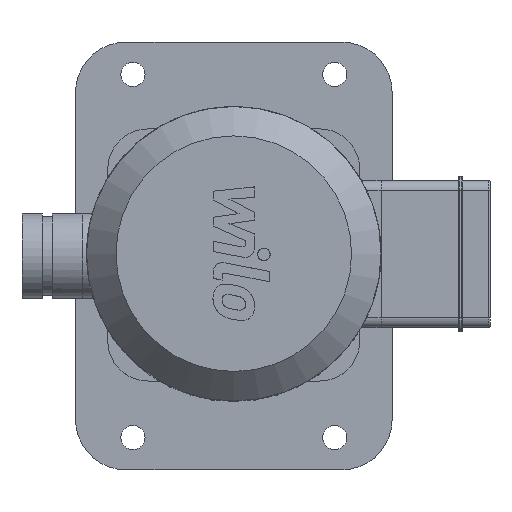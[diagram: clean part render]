
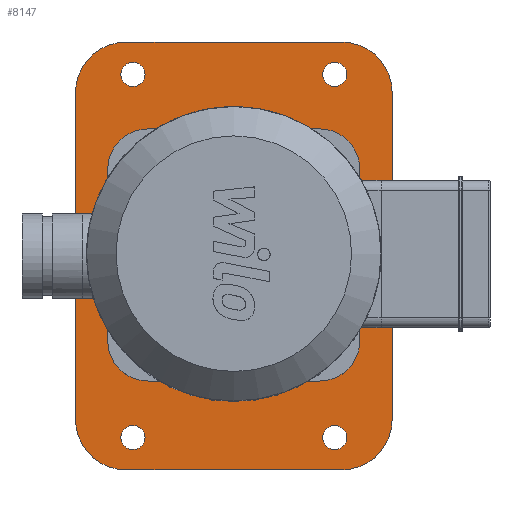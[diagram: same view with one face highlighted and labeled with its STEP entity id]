
A CAD part, top view. The second image highlights one B-rep face of the part: STEP entity #8147.
In plain terms, the highlighted planar face has unit normal (0, 0, 1).
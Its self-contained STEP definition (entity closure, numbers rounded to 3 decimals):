
#691=LINE('',#13956,#1388);
#697=LINE('',#13971,#1394);
#701=LINE('',#13987,#1398);
#708=LINE('',#14001,#1405);
#709=LINE('',#14005,#1406);
#710=LINE('',#14009,#1407);
#711=LINE('',#14019,#1408);
#712=LINE('',#14020,#1409);
#1388=VECTOR('',#11085,90.);
#1394=VECTOR('',#11101,90.);
#1398=VECTOR('',#11117,107.);
#1405=VECTOR('',#11126,162.);
#1406=VECTOR('',#11129,107.);
#1407=VECTOR('',#11132,162.);
#1408=VECTOR('',#11143,90.);
#1409=VECTOR('',#11144,90.);
#1798=PLANE('',#8973);
#1891=FACE_BOUND('',#2830,.T.);
#1892=FACE_BOUND('',#2831,.T.);
#1893=FACE_BOUND('',#2832,.T.);
#1894=FACE_BOUND('',#2833,.T.);
#1895=FACE_BOUND('',#2834,.T.);
#2323=FACE_OUTER_BOUND('',#2829,.T.);
#2829=EDGE_LOOP('',(#7280,#7281,#7282,#7283,#7284,#7285,#7286,#7287));
#2830=EDGE_LOOP('',(#7288));
#2831=EDGE_LOOP('',(#7289));
#2832=EDGE_LOOP('',(#7290));
#2833=EDGE_LOOP('',(#7291));
#2834=EDGE_LOOP('',(#7292,#7293,#7294,#7295,#7296,#7297,#7298,#7299));
#3327=CIRCLE('',#8956,10.);
#3331=CIRCLE('',#8963,10.);
#3332=CIRCLE('',#8965,10.);
#3333=CIRCLE('',#8968,10.);
#3335=CIRCLE('',#8971,25.);
#3336=CIRCLE('',#8974,25.);
#3337=CIRCLE('',#8975,25.);
#3338=CIRCLE('',#8976,25.);
#3339=CIRCLE('',#8977,6.);
#3340=CIRCLE('',#8978,6.);
#3341=CIRCLE('',#8979,6.);
#3342=CIRCLE('',#8980,6.);
#4013=VERTEX_POINT('',#13935);
#4014=VERTEX_POINT('',#13937);
#4021=VERTEX_POINT('',#13955);
#4022=VERTEX_POINT('',#13959);
#4023=VERTEX_POINT('',#13963);
#4024=VERTEX_POINT('',#13965);
#4025=VERTEX_POINT('',#13969);
#4026=VERTEX_POINT('',#13973);
#4029=VERTEX_POINT('',#13980);
#4030=VERTEX_POINT('',#13982);
#4031=VERTEX_POINT('',#13986);
#4037=VERTEX_POINT('',#14000);
#4038=VERTEX_POINT('',#14002);
#4039=VERTEX_POINT('',#14004);
#4040=VERTEX_POINT('',#14006);
#4041=VERTEX_POINT('',#14008);
#4042=VERTEX_POINT('',#14011);
#4043=VERTEX_POINT('',#14013);
#4044=VERTEX_POINT('',#14015);
#4045=VERTEX_POINT('',#14017);
#5122=EDGE_CURVE('',#4013,#4014,#3327,.F.);
#5131=EDGE_CURVE('',#4021,#4014,#691,.T.);
#5133=EDGE_CURVE('',#4021,#4022,#3331,.F.);
#5136=EDGE_CURVE('',#4023,#4024,#3332,.F.);
#5139=EDGE_CURVE('',#4023,#4025,#697,.T.);
#5141=EDGE_CURVE('',#4026,#4025,#3333,.F.);
#5144=EDGE_CURVE('',#4029,#4030,#3335,.T.);
#5146=EDGE_CURVE('',#4031,#4030,#701,.T.);
#5153=EDGE_CURVE('',#4029,#4037,#708,.T.);
#5154=EDGE_CURVE('',#4038,#4037,#3336,.T.);
#5155=EDGE_CURVE('',#4038,#4039,#709,.T.);
#5156=EDGE_CURVE('',#4040,#4039,#3337,.T.);
#5157=EDGE_CURVE('',#4040,#4041,#710,.T.);
#5158=EDGE_CURVE('',#4031,#4041,#3338,.T.);
#5159=EDGE_CURVE('',#4042,#4042,#3339,.T.);
#5160=EDGE_CURVE('',#4043,#4043,#3340,.T.);
#5161=EDGE_CURVE('',#4044,#4044,#3341,.T.);
#5162=EDGE_CURVE('',#4045,#4045,#3342,.T.);
#5163=EDGE_CURVE('',#4013,#4024,#711,.T.);
#5164=EDGE_CURVE('',#4026,#4022,#712,.T.);
#7280=ORIENTED_EDGE('',*,*,#5144,.F.);
#7281=ORIENTED_EDGE('',*,*,#5153,.T.);
#7282=ORIENTED_EDGE('',*,*,#5154,.F.);
#7283=ORIENTED_EDGE('',*,*,#5155,.T.);
#7284=ORIENTED_EDGE('',*,*,#5156,.F.);
#7285=ORIENTED_EDGE('',*,*,#5157,.T.);
#7286=ORIENTED_EDGE('',*,*,#5158,.F.);
#7287=ORIENTED_EDGE('',*,*,#5146,.T.);
#7288=ORIENTED_EDGE('',*,*,#5159,.T.);
#7289=ORIENTED_EDGE('',*,*,#5160,.T.);
#7290=ORIENTED_EDGE('',*,*,#5161,.T.);
#7291=ORIENTED_EDGE('',*,*,#5162,.T.);
#7292=ORIENTED_EDGE('',*,*,#5131,.T.);
#7293=ORIENTED_EDGE('',*,*,#5122,.F.);
#7294=ORIENTED_EDGE('',*,*,#5163,.T.);
#7295=ORIENTED_EDGE('',*,*,#5136,.F.);
#7296=ORIENTED_EDGE('',*,*,#5139,.T.);
#7297=ORIENTED_EDGE('',*,*,#5141,.F.);
#7298=ORIENTED_EDGE('',*,*,#5164,.T.);
#7299=ORIENTED_EDGE('',*,*,#5133,.F.);
#8147=ADVANCED_FACE('',(#2323,#1891,#1892,#1893,#1894,#1895),#1798,.F.);
#8956=AXIS2_PLACEMENT_3D('',#13938,#11068,#11069);
#8963=AXIS2_PLACEMENT_3D('',#13960,#11089,#11090);
#8965=AXIS2_PLACEMENT_3D('',#13966,#11095,#11096);
#8968=AXIS2_PLACEMENT_3D('',#13975,#11105,#11106);
#8971=AXIS2_PLACEMENT_3D('',#13983,#11112,#11113);
#8973=AXIS2_PLACEMENT_3D('',#13999,#11124,#11125);
#8974=AXIS2_PLACEMENT_3D('',#14003,#11127,#11128);
#8975=AXIS2_PLACEMENT_3D('',#14007,#11130,#11131);
#8976=AXIS2_PLACEMENT_3D('',#14010,#11133,#11134);
#8977=AXIS2_PLACEMENT_3D('',#14012,#11135,#11136);
#8978=AXIS2_PLACEMENT_3D('',#14014,#11137,#11138);
#8979=AXIS2_PLACEMENT_3D('',#14016,#11139,#11140);
#8980=AXIS2_PLACEMENT_3D('',#14018,#11141,#11142);
#11068=DIRECTION('center_axis',(0.,0.,-1.));
#11069=DIRECTION('ref_axis',(-0.707,-0.707,0.));
#11085=DIRECTION('',(-1.,0.,0.));
#11089=DIRECTION('center_axis',(0.,0.,-1.));
#11090=DIRECTION('ref_axis',(0.707,-0.707,0.));
#11095=DIRECTION('center_axis',(0.,0.,-1.));
#11096=DIRECTION('ref_axis',(-0.707,0.707,0.));
#11101=DIRECTION('',(1.,0.,0.));
#11105=DIRECTION('center_axis',(0.,0.,-1.));
#11106=DIRECTION('ref_axis',(0.707,0.707,0.));
#11112=DIRECTION('center_axis',(0.,0.,-1.));
#11113=DIRECTION('ref_axis',(-0.707,0.707,0.));
#11117=DIRECTION('',(-1.,0.,0.));
#11124=DIRECTION('center_axis',(0.,0.,-1.));
#11125=DIRECTION('ref_axis',(0.,1.,0.));
#11126=DIRECTION('',(0.,-1.,0.));
#11127=DIRECTION('center_axis',(0.,0.,-1.));
#11128=DIRECTION('ref_axis',(-0.707,-0.707,0.));
#11129=DIRECTION('',(1.,0.,0.));
#11130=DIRECTION('center_axis',(0.,0.,-1.));
#11131=DIRECTION('ref_axis',(0.707,-0.707,0.));
#11132=DIRECTION('',(0.,1.,0.));
#11133=DIRECTION('center_axis',(0.,0.,-1.));
#11134=DIRECTION('ref_axis',(0.707,0.707,0.));
#11135=DIRECTION('center_axis',(0.,0.,-1.));
#11136=DIRECTION('ref_axis',(0.,-1.,0.));
#11137=DIRECTION('center_axis',(0.,0.,-1.));
#11138=DIRECTION('ref_axis',(0.,-1.,0.));
#11139=DIRECTION('center_axis',(0.,0.,-1.));
#11140=DIRECTION('ref_axis',(0.,-1.,0.));
#11141=DIRECTION('center_axis',(0.,0.,-1.));
#11142=DIRECTION('ref_axis',(0.,-1.,0.));
#11143=DIRECTION('',(0.,1.,0.));
#11144=DIRECTION('',(0.,-1.,0.));
#13935=CARTESIAN_POINT('',(-55.,-45.,13.75));
#13937=CARTESIAN_POINT('',(-45.,-55.,13.75));
#13938=CARTESIAN_POINT('Origin',(-45.,-45.,13.75));
#13955=CARTESIAN_POINT('',(45.,-55.,13.75));
#13956=CARTESIAN_POINT('',(27.5,-55.,13.75));
#13959=CARTESIAN_POINT('',(55.,-45.,13.75));
#13960=CARTESIAN_POINT('Origin',(45.,-45.,13.75));
#13963=CARTESIAN_POINT('',(-45.,55.,13.75));
#13965=CARTESIAN_POINT('',(-55.,45.,13.75));
#13966=CARTESIAN_POINT('Origin',(-45.,45.,13.75));
#13969=CARTESIAN_POINT('',(45.,55.,13.75));
#13971=CARTESIAN_POINT('',(-27.5,55.,13.75));
#13973=CARTESIAN_POINT('',(55.,45.,13.75));
#13975=CARTESIAN_POINT('Origin',(45.,45.,13.75));
#13980=CARTESIAN_POINT('',(-78.5,81.,13.75));
#13982=CARTESIAN_POINT('',(-53.5,106.,13.75));
#13983=CARTESIAN_POINT('Origin',(-53.5,81.,13.75));
#13986=CARTESIAN_POINT('',(53.5,106.,13.75));
#13987=CARTESIAN_POINT('',(78.5,106.,13.75));
#13999=CARTESIAN_POINT('Origin',(0.,0.,
13.75));
#14000=CARTESIAN_POINT('',(-78.5,-81.,13.75));
#14001=CARTESIAN_POINT('',(-78.5,106.,13.75));
#14002=CARTESIAN_POINT('',(-53.5,-106.,13.75));
#14003=CARTESIAN_POINT('Origin',(-53.5,-81.,13.75));
#14004=CARTESIAN_POINT('',(53.5,-106.,13.75));
#14005=CARTESIAN_POINT('',(-78.5,-106.,13.75));
#14006=CARTESIAN_POINT('',(78.5,-81.,13.75));
#14007=CARTESIAN_POINT('Origin',(53.5,-81.,13.75));
#14008=CARTESIAN_POINT('',(78.5,81.,13.75));
#14009=CARTESIAN_POINT('',(78.5,-106.,13.75));
#14010=CARTESIAN_POINT('Origin',(53.5,81.,13.75));
#14011=CARTESIAN_POINT('',(50.,-84.,13.75));
#14012=CARTESIAN_POINT('Origin',(50.,-90.,13.75));
#14013=CARTESIAN_POINT('',(50.,96.,13.75));
#14014=CARTESIAN_POINT('Origin',(50.,90.,13.75));
#14015=CARTESIAN_POINT('',(-50.,-84.,13.75));
#14016=CARTESIAN_POINT('Origin',(-50.,-90.,13.75));
#14017=CARTESIAN_POINT('',(-50.,96.,13.75));
#14018=CARTESIAN_POINT('Origin',(-50.,90.,13.75));
#14019=CARTESIAN_POINT('',(-55.,-27.5,13.75));
#14020=CARTESIAN_POINT('',(55.,27.5,13.75));
